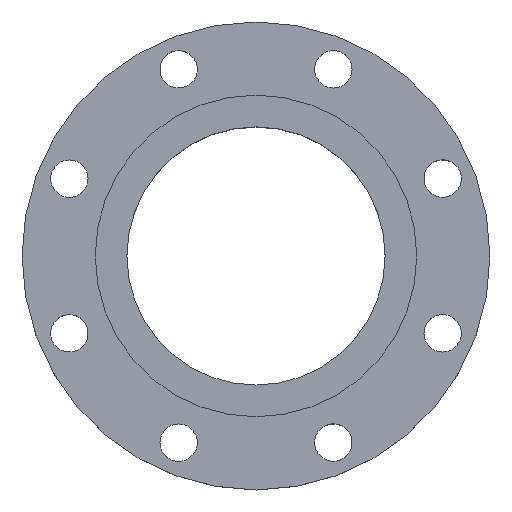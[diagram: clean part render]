
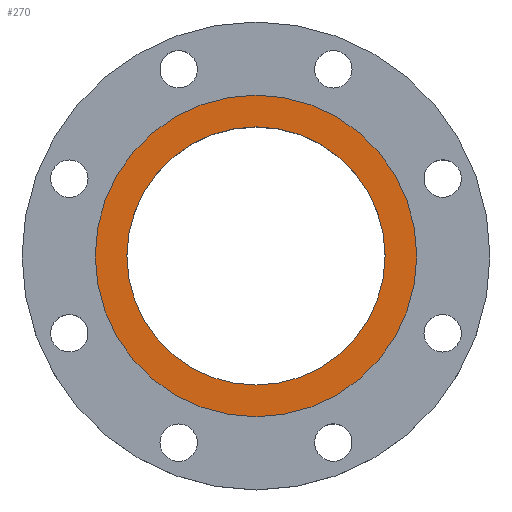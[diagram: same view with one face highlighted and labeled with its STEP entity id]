
A CAD part, top view. The second image highlights one B-rep face of the part: STEP entity #270.
In plain terms, the highlighted planar face has unit normal (0, 0, 1).
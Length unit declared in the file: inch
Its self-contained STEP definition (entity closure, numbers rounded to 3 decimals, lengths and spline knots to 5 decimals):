
#43 = CARTESIAN_POINT ( 'NONE',  ( 3.035, 0., 0.0625 ) ) ;
#61 = CARTESIAN_POINT ( 'NONE',  ( 0., 0., 0.0625 ) ) ;
#73 = CIRCLE ( 'NONE', #105, 3.035 ) ;
#74 = CARTESIAN_POINT ( 'NONE',  ( 0., 0., 0.0625 ) ) ;
#91 = AXIS2_PLACEMENT_3D ( 'NONE', #927, #1086, #834 ) ;
#105 = AXIS2_PLACEMENT_3D ( 'NONE', #74, #1072, #406 ) ;
#155 = VERTEX_POINT ( 'NONE', #780 ) ;
#161 = DIRECTION ( 'NONE',  ( 1., 0., 0. ) ) ;
#183 = DIRECTION ( 'NONE',  ( 0., 0., 1. ) ) ;
#243 = DIRECTION ( 'NONE',  ( 1., 0., 0. ) ) ;
#265 = ORIENTED_EDGE ( 'NONE', *, *, #267, .T. ) ;
#267 = EDGE_CURVE ( 'NONE', #155, #740, #413, .T. ) ;
#270 = ADVANCED_FACE ( 'NONE', ( #498, #911 ), #752, .T. ) ;
#292 = EDGE_CURVE ( 'NONE', #595, #830, #73, .T. ) ;
#311 = EDGE_CURVE ( 'NONE', #740, #155, #1067, .T. ) ;
#312 = ORIENTED_EDGE ( 'NONE', *, *, #670, .F. ) ;
#356 = CARTESIAN_POINT ( 'NONE',  ( 3.78, 0., 0.0625 ) ) ;
#406 = DIRECTION ( 'NONE',  ( 1., 0., 0. ) ) ;
#413 = CIRCLE ( 'NONE', #1028, 3.78 ) ;
#498 = FACE_BOUND ( 'NONE', #703, .T. ) ;
#508 = EDGE_LOOP ( 'NONE', ( #265, #543 ) ) ;
#510 = AXIS2_PLACEMENT_3D ( 'NONE', #856, #183, #522 ) ;
#522 = DIRECTION ( 'NONE',  ( 1., 0., 0. ) ) ;
#543 = ORIENTED_EDGE ( 'NONE', *, *, #311, .T. ) ;
#547 = AXIS2_PLACEMENT_3D ( 'NONE', #827, #1010, #161 ) ;
#595 = VERTEX_POINT ( 'NONE', #43 ) ;
#670 = EDGE_CURVE ( 'NONE', #830, #595, #733, .T. ) ;
#694 = CARTESIAN_POINT ( 'NONE',  ( -3.035, 0., 0.0625 ) ) ;
#703 = EDGE_LOOP ( 'NONE', ( #312, #1005 ) ) ;
#733 = CIRCLE ( 'NONE', #510, 3.035 ) ;
#740 = VERTEX_POINT ( 'NONE', #356 ) ;
#752 = PLANE ( 'NONE',  #547 ) ;
#780 = CARTESIAN_POINT ( 'NONE',  ( -3.78, 0., 0.0625 ) ) ;
#827 = CARTESIAN_POINT ( 'NONE',  ( 0., 0., 0.0625 ) ) ;
#830 = VERTEX_POINT ( 'NONE', #694 ) ;
#834 = DIRECTION ( 'NONE',  ( 1., 0., 0. ) ) ;
#856 = CARTESIAN_POINT ( 'NONE',  ( 0., 0., 0.0625 ) ) ;
#911 = FACE_OUTER_BOUND ( 'NONE', #508, .T. ) ;
#927 = CARTESIAN_POINT ( 'NONE',  ( 0., 0., 0.0625 ) ) ;
#1005 = ORIENTED_EDGE ( 'NONE', *, *, #292, .F. ) ;
#1010 = DIRECTION ( 'NONE',  ( 0., 0., 1. ) ) ;
#1028 = AXIS2_PLACEMENT_3D ( 'NONE', #61, #1049, #243 ) ;
#1049 = DIRECTION ( 'NONE',  ( 0., 0., 1. ) ) ;
#1067 = CIRCLE ( 'NONE', #91, 3.78 ) ;
#1072 = DIRECTION ( 'NONE',  ( 0., 0., 1. ) ) ;
#1086 = DIRECTION ( 'NONE',  ( 0., 0., 1. ) ) ;
